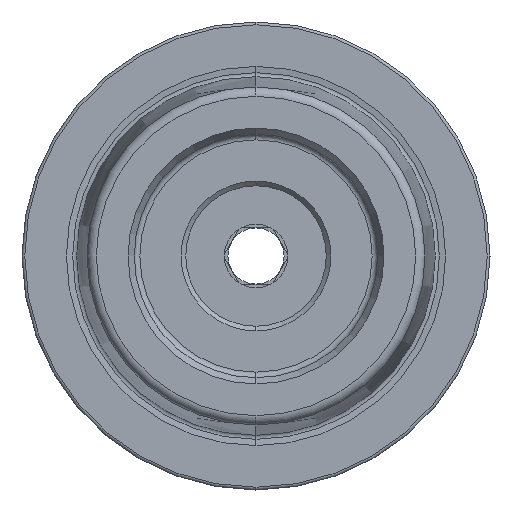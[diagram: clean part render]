
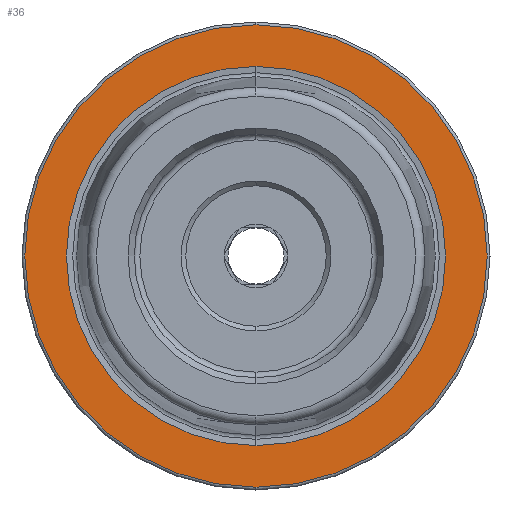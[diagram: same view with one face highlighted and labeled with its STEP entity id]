
A CAD part, left-side view. The second image highlights one B-rep face of the part: STEP entity #36.
In plain terms, the highlighted planar face has unit normal (-1, 0, 0).
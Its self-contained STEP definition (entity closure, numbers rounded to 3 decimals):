
#36 = ADVANCED_FACE ( 'NONE', ( #673, #662 ), #3892, .F. ) ;
#384 = CIRCLE ( 'NONE', #1872, 24.7 ) ;
#662 = FACE_OUTER_BOUND ( 'NONE', #1127, .T. ) ;
#673 = FACE_BOUND ( 'NONE', #1129, .T. ) ;
#1127 = EDGE_LOOP ( 'NONE', ( #1258, #1263 ) ) ;
#1129 = EDGE_LOOP ( 'NONE', ( #1246, #1245 ) ) ;
#1245 = ORIENTED_EDGE ( 'NONE', *, *, #3477, .F. ) ;
#1246 = ORIENTED_EDGE ( 'NONE', *, *, #1707, .F. ) ;
#1258 = ORIENTED_EDGE ( 'NONE', *, *, #3489, .T. ) ;
#1263 = ORIENTED_EDGE ( 'NONE', *, *, #1706, .T. ) ;
#1706 = EDGE_CURVE ( 'NONE', #4215, #4214, #384, .T. ) ;
#1707 = EDGE_CURVE ( 'NONE', #4172, #4152, #4417, .T. ) ;
#1872 = AXIS2_PLACEMENT_3D ( 'NONE', #2797, #2798, #2799 ) ;
#1873 = AXIS2_PLACEMENT_3D ( 'NONE', #2800, #2801, #2802 ) ;
#1894 = AXIS2_PLACEMENT_3D ( 'NONE', #2906, #2907, #2908 ) ;
#1903 = AXIS2_PLACEMENT_3D ( 'NONE', #2938, #2939, #2940 ) ;
#2588 = CIRCLE ( 'NONE', #1894, 20.258 ) ;
#2698 = AXIS2_PLACEMENT_3D ( 'NONE', #3849, #3905, #3876 ) ;
#2797 = CARTESIAN_POINT ( 'NONE',  ( 0., 0., 0. ) ) ;
#2798 = DIRECTION ( 'NONE',  ( -1., 0., 0. ) ) ;
#2799 = DIRECTION ( 'NONE',  ( 0., 0., 1. ) ) ;
#2800 = CARTESIAN_POINT ( 'NONE',  ( 0., 0., 0. ) ) ;
#2801 = DIRECTION ( 'NONE',  ( -1., 0., 0. ) ) ;
#2802 = DIRECTION ( 'NONE',  ( 0., 0., 1. ) ) ;
#2906 = CARTESIAN_POINT ( 'NONE',  ( 0., 0., 0. ) ) ;
#2907 = DIRECTION ( 'NONE',  ( -1., 0., 0. ) ) ;
#2908 = DIRECTION ( 'NONE',  ( 0., 0., 1. ) ) ;
#2938 = CARTESIAN_POINT ( 'NONE',  ( 0., 0., 0. ) ) ;
#2939 = DIRECTION ( 'NONE',  ( -1., 0., 0. ) ) ;
#2940 = DIRECTION ( 'NONE',  ( 0., 0., 1. ) ) ;
#3268 = CARTESIAN_POINT ( 'NONE',  ( 0., 0., -20.258 ) ) ;
#3287 = CARTESIAN_POINT ( 'NONE',  ( 0., 0., 20.258 ) ) ;
#3329 = CARTESIAN_POINT ( 'NONE',  ( 0., 0., 24.7 ) ) ;
#3330 = CARTESIAN_POINT ( 'NONE',  ( 0., 0., -24.7 ) ) ;
#3421 = CIRCLE ( 'NONE', #1903, 24.7 ) ;
#3477 = EDGE_CURVE ( 'NONE', #4152, #4172, #2588, .T. ) ;
#3489 = EDGE_CURVE ( 'NONE', #4214, #4215, #3421, .T. ) ;
#3849 = CARTESIAN_POINT ( 'NONE',  ( 0., 24.7, 0. ) ) ;
#3876 = DIRECTION ( 'NONE',  ( 0., 0., -1. ) ) ;
#3892 = PLANE ( 'NONE',  #2698 ) ;
#3905 = DIRECTION ( 'NONE',  ( 1., 0., 0. ) ) ;
#4152 = VERTEX_POINT ( 'NONE', #3268 ) ;
#4172 = VERTEX_POINT ( 'NONE', #3287 ) ;
#4214 = VERTEX_POINT ( 'NONE', #3329 ) ;
#4215 = VERTEX_POINT ( 'NONE', #3330 ) ;
#4417 = CIRCLE ( 'NONE', #1873, 20.258 ) ;
